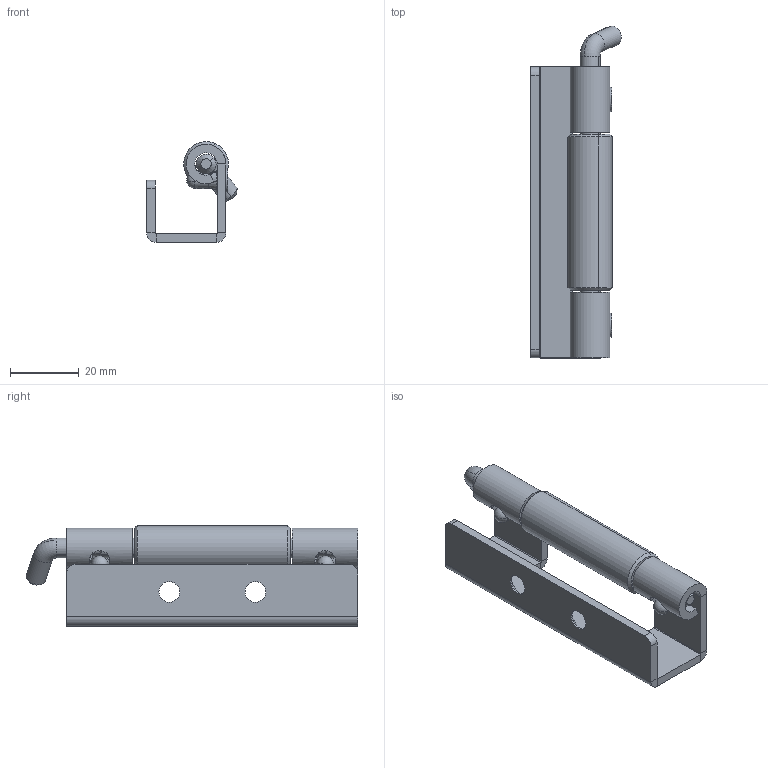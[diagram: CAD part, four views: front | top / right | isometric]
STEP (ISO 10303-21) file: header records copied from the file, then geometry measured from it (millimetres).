
FILE_DESCRIPTION (( 'STEP AP203' ), '1' );
FILE_NAME ('MG09.2.1.V2.2.CINKO.STEP', '2022-07-29T08:15:47', ( '' ), ( '' ), 'SwSTEP 2.0', 'SolidWorks 2021', '' );
FILE_SCHEMA (( 'CONFIG_CONTROL_DESIGN' ));
Length unit declared in the file: millimetre
Products named in the file (1): MG09.2.1.V2.2.CINKO
Bounding box: 26.32 x 96.33 x 29.24 mm (x, y, z)
Surface area: 13675.8 mm2 (no closed solid volume)
Topology: 0 solids, 8 shells, 130 faces, 347 edges, 217 vertices
Faces by surface type: cylinder 48, plane 48, cone 26, sphere 4, bspline 2, torus 2
Entity records: 4516 total; most frequent: CARTESIAN_POINT 1237, DIRECTION 706, ORIENTED_EDGE 618, EDGE_CURVE 339, AXIS2_PLACEMENT_3D 278, VERTEX_POINT 213, VECTOR 150, LINE 150
